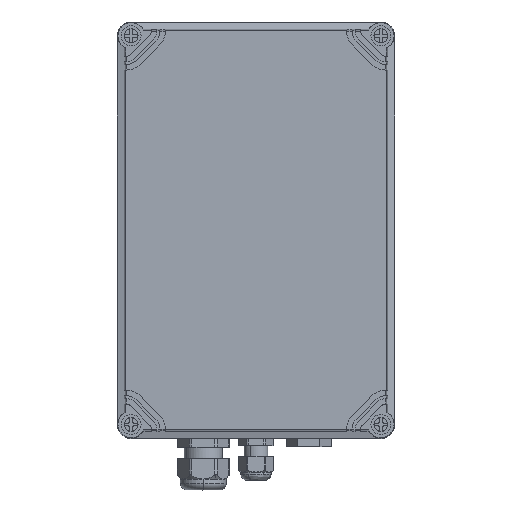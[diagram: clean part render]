
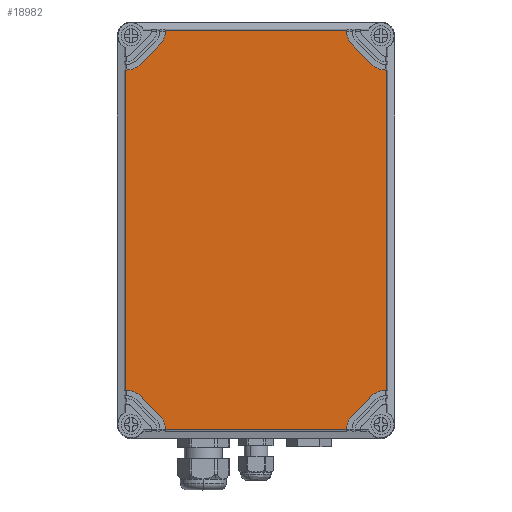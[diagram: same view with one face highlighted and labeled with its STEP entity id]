
A CAD part, top view. The second image highlights one B-rep face of the part: STEP entity #18982.
In plain terms, the highlighted planar face has unit normal (0, 0, 1).
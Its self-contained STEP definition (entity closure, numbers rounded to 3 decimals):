
#17577=AXIS2_PLACEMENT_3D('Circle Axis2P3D',#17575,#17576,$) ;
#17623=AXIS2_PLACEMENT_3D('Circle Axis2P3D',#17621,#17622,$) ;
#17948=AXIS2_PLACEMENT_3D('Circle Axis2P3D',#17946,#17947,$) ;
#17982=AXIS2_PLACEMENT_3D('Circle Axis2P3D',#17980,#17981,$) ;
#18297=AXIS2_PLACEMENT_3D('Circle Axis2P3D',#18295,#18296,$) ;
#18336=AXIS2_PLACEMENT_3D('Circle Axis2P3D',#18334,#18335,$) ;
#18427=AXIS2_PLACEMENT_3D('Circle Axis2P3D',#18425,#18426,$) ;
#18857=AXIS2_PLACEMENT_3D('Circle Axis2P3D',#18855,#18856,$) ;
#18878=AXIS2_PLACEMENT_3D('Plane Axis2P3D',#18875,#18876,#18877) ;
#15778=CARTESIAN_POINT('Line Origine',(23.576,313.424,132.)) ;
#15782=CARTESIAN_POINT('Vertex',(30.553,320.401,132.)) ;
#15784=CARTESIAN_POINT('Vertex',(16.599,306.447,132.)) ;
#15823=CARTESIAN_POINT('Vertex',(183.401,306.447,132.)) ;
#15839=CARTESIAN_POINT('Vertex',(169.447,320.401,132.)) ;
#15842=CARTESIAN_POINT('Line Origine',(176.424,313.424,132.)) ;
#15860=CARTESIAN_POINT('Line Origine',(176.424,60.576,132.)) ;
#15864=CARTESIAN_POINT('Vertex',(169.447,53.599,132.)) ;
#15866=CARTESIAN_POINT('Vertex',(183.401,67.553,132.)) ;
#15905=CARTESIAN_POINT('Vertex',(16.599,67.553,132.)) ;
#15921=CARTESIAN_POINT('Vertex',(30.553,53.599,132.)) ;
#15924=CARTESIAN_POINT('Line Origine',(23.576,60.576,132.)) ;
#17575=CARTESIAN_POINT('Axis2P3D Location',(20.654,330.3,132.)) ;
#17579=CARTESIAN_POINT('Vertex',(34.654,330.3,132.)) ;
#17618=CARTESIAN_POINT('Vertex',(165.346,330.3,132.)) ;
#17621=CARTESIAN_POINT('Axis2P3D Location',(179.346,330.3,132.)) ;
#17946=CARTESIAN_POINT('Axis2P3D Location',(193.3,316.346,132.)) ;
#17950=CARTESIAN_POINT('Vertex',(193.3,302.346,132.)) ;
#17975=CARTESIAN_POINT('Vertex',(193.3,71.654,132.)) ;
#17980=CARTESIAN_POINT('Axis2P3D Location',(193.3,57.654,132.)) ;
#18295=CARTESIAN_POINT('Axis2P3D Location',(179.346,43.7,132.)) ;
#18299=CARTESIAN_POINT('Vertex',(165.346,43.7,132.)) ;
#18331=CARTESIAN_POINT('Vertex',(34.654,43.7,132.)) ;
#18334=CARTESIAN_POINT('Axis2P3D Location',(20.654,43.7,132.)) ;
#18420=CARTESIAN_POINT('Vertex',(6.7,302.346,132.)) ;
#18425=CARTESIAN_POINT('Axis2P3D Location',(6.7,316.346,132.)) ;
#18855=CARTESIAN_POINT('Axis2P3D Location',(6.7,57.654,132.)) ;
#18859=CARTESIAN_POINT('Vertex',(6.7,71.654,132.)) ;
#18875=CARTESIAN_POINT('Axis2P3D Location',(100.,187.,132.)) ;
#18880=CARTESIAN_POINT('Line Origine',(6.45,71.654,132.)) ;
#18884=CARTESIAN_POINT('Vertex',(6.2,71.654,132.)) ;
#18887=CARTESIAN_POINT('Line Origine',(34.654,43.45,132.)) ;
#18891=CARTESIAN_POINT('Vertex',(34.654,43.2,132.)) ;
#18894=CARTESIAN_POINT('Line Origine',(100.,43.2,132.)) ;
#18898=CARTESIAN_POINT('Vertex',(165.346,43.2,132.)) ;
#18901=CARTESIAN_POINT('Line Origine',(165.346,43.45,132.)) ;
#18906=CARTESIAN_POINT('Line Origine',(193.55,71.654,132.)) ;
#18910=CARTESIAN_POINT('Vertex',(193.8,71.654,132.)) ;
#18913=CARTESIAN_POINT('Line Origine',(193.8,187.,132.)) ;
#18917=CARTESIAN_POINT('Vertex',(193.8,302.346,132.)) ;
#18920=CARTESIAN_POINT('Line Origine',(193.55,302.346,132.)) ;
#18925=CARTESIAN_POINT('Line Origine',(165.346,330.55,132.)) ;
#18929=CARTESIAN_POINT('Vertex',(165.346,330.8,132.)) ;
#18932=CARTESIAN_POINT('Line Origine',(100.,330.8,132.)) ;
#18936=CARTESIAN_POINT('Vertex',(34.654,330.8,132.)) ;
#18939=CARTESIAN_POINT('Line Origine',(34.654,330.55,132.)) ;
#18944=CARTESIAN_POINT('Line Origine',(6.45,302.346,132.)) ;
#18948=CARTESIAN_POINT('Vertex',(6.2,302.346,132.)) ;
#18951=CARTESIAN_POINT('Line Origine',(6.2,187.,132.)) ;
#15779=DIRECTION('Vector Direction',(-0.707,-0.707,0.)) ;
#15843=DIRECTION('Vector Direction',(0.707,-0.707,0.)) ;
#15861=DIRECTION('Vector Direction',(0.707,0.707,0.)) ;
#15925=DIRECTION('Vector Direction',(-0.707,0.707,0.)) ;
#17576=DIRECTION('Axis2P3D Direction',(0.,0.,-1.)) ;
#17622=DIRECTION('Axis2P3D Direction',(0.,0.,1.)) ;
#17947=DIRECTION('Axis2P3D Direction',(0.,0.,1.)) ;
#17981=DIRECTION('Axis2P3D Direction',(0.,0.,-1.)) ;
#18296=DIRECTION('Axis2P3D Direction',(0.,0.,-1.)) ;
#18335=DIRECTION('Axis2P3D Direction',(0.,0.,1.)) ;
#18426=DIRECTION('Axis2P3D Direction',(0.,0.,-1.)) ;
#18856=DIRECTION('Axis2P3D Direction',(0.,0.,1.)) ;
#18876=DIRECTION('Axis2P3D Direction',(0.,0.,1.)) ;
#18877=DIRECTION('Axis2P3D XDirection',(0.,-1.,0.)) ;
#18881=DIRECTION('Vector Direction',(-1.,0.,0.)) ;
#18888=DIRECTION('Vector Direction',(0.,1.,0.)) ;
#18895=DIRECTION('Vector Direction',(1.,0.,0.)) ;
#18902=DIRECTION('Vector Direction',(0.,1.,0.)) ;
#18907=DIRECTION('Vector Direction',(-1.,0.,0.)) ;
#18914=DIRECTION('Vector Direction',(0.,-1.,0.)) ;
#18921=DIRECTION('Vector Direction',(-1.,0.,0.)) ;
#18926=DIRECTION('Vector Direction',(0.,1.,0.)) ;
#18933=DIRECTION('Vector Direction',(1.,0.,0.)) ;
#18940=DIRECTION('Vector Direction',(0.,1.,0.)) ;
#18945=DIRECTION('Vector Direction',(-1.,0.,0.)) ;
#18952=DIRECTION('Vector Direction',(0.,-1.,0.)) ;
#15780=VECTOR('Line Direction',#15779,1.) ;
#15844=VECTOR('Line Direction',#15843,1.) ;
#15862=VECTOR('Line Direction',#15861,1.) ;
#15926=VECTOR('Line Direction',#15925,1.) ;
#18882=VECTOR('Line Direction',#18881,1.) ;
#18889=VECTOR('Line Direction',#18888,1.) ;
#18896=VECTOR('Line Direction',#18895,1.) ;
#18903=VECTOR('Line Direction',#18902,1.) ;
#18908=VECTOR('Line Direction',#18907,1.) ;
#18915=VECTOR('Line Direction',#18914,1.) ;
#18922=VECTOR('Line Direction',#18921,1.) ;
#18927=VECTOR('Line Direction',#18926,1.) ;
#18934=VECTOR('Line Direction',#18933,1.) ;
#18941=VECTOR('Line Direction',#18940,1.) ;
#18946=VECTOR('Line Direction',#18945,1.) ;
#18953=VECTOR('Line Direction',#18952,1.) ;
#18957=ORIENTED_EDGE('',*,*,#18886,.F.) ;
#18958=ORIENTED_EDGE('',*,*,#18861,.T.) ;
#18959=ORIENTED_EDGE('',*,*,#15928,.F.) ;
#18960=ORIENTED_EDGE('',*,*,#18338,.F.) ;
#18961=ORIENTED_EDGE('',*,*,#18893,.F.) ;
#18962=ORIENTED_EDGE('',*,*,#18900,.F.) ;
#18963=ORIENTED_EDGE('',*,*,#18905,.T.) ;
#18964=ORIENTED_EDGE('',*,*,#18301,.T.) ;
#18965=ORIENTED_EDGE('',*,*,#15868,.T.) ;
#18966=ORIENTED_EDGE('',*,*,#17984,.F.) ;
#18967=ORIENTED_EDGE('',*,*,#18912,.T.) ;
#18968=ORIENTED_EDGE('',*,*,#18919,.T.) ;
#18969=ORIENTED_EDGE('',*,*,#18924,.F.) ;
#18970=ORIENTED_EDGE('',*,*,#17952,.T.) ;
#18971=ORIENTED_EDGE('',*,*,#15846,.F.) ;
#18972=ORIENTED_EDGE('',*,*,#17625,.F.) ;
#18973=ORIENTED_EDGE('',*,*,#18931,.F.) ;
#18974=ORIENTED_EDGE('',*,*,#18938,.T.) ;
#18975=ORIENTED_EDGE('',*,*,#18943,.T.) ;
#18976=ORIENTED_EDGE('',*,*,#17581,.T.) ;
#18977=ORIENTED_EDGE('',*,*,#15786,.T.) ;
#18978=ORIENTED_EDGE('',*,*,#18429,.F.) ;
#18979=ORIENTED_EDGE('',*,*,#18950,.T.) ;
#18980=ORIENTED_EDGE('',*,*,#18955,.F.) ;
#18982=ADVANCED_FACE('Hauptk\X2\00F6\X0\rper',(#18981),#18879,.T.) ;
#17578=CIRCLE('generated circle',#17577,14.) ;
#17624=CIRCLE('generated circle',#17623,14.) ;
#17949=CIRCLE('generated circle',#17948,14.) ;
#17983=CIRCLE('generated circle',#17982,14.) ;
#18298=CIRCLE('generated circle',#18297,14.) ;
#18337=CIRCLE('generated circle',#18336,14.) ;
#18428=CIRCLE('generated circle',#18427,14.) ;
#18858=CIRCLE('generated circle',#18857,14.) ;
#15786=EDGE_CURVE('',#15783,#15785,#15781,.T.) ;
#15846=EDGE_CURVE('',#15840,#15824,#15845,.T.) ;
#15868=EDGE_CURVE('',#15865,#15867,#15863,.T.) ;
#15928=EDGE_CURVE('',#15922,#15906,#15927,.T.) ;
#17581=EDGE_CURVE('',#17580,#15783,#17578,.T.) ;
#17625=EDGE_CURVE('',#17619,#15840,#17624,.T.) ;
#17952=EDGE_CURVE('',#17951,#15824,#17949,.F.) ;
#17984=EDGE_CURVE('',#17976,#15867,#17983,.F.) ;
#18301=EDGE_CURVE('',#18300,#15865,#18298,.T.) ;
#18338=EDGE_CURVE('',#18332,#15922,#18337,.T.) ;
#18429=EDGE_CURVE('',#18421,#15785,#18428,.F.) ;
#18861=EDGE_CURVE('',#18860,#15906,#18858,.F.) ;
#18886=EDGE_CURVE('',#18860,#18885,#18883,.T.) ;
#18893=EDGE_CURVE('',#18892,#18332,#18890,.T.) ;
#18900=EDGE_CURVE('',#18899,#18892,#18897,.F.) ;
#18905=EDGE_CURVE('',#18899,#18300,#18904,.T.) ;
#18912=EDGE_CURVE('',#17976,#18911,#18909,.F.) ;
#18919=EDGE_CURVE('',#18911,#18918,#18916,.F.) ;
#18924=EDGE_CURVE('',#17951,#18918,#18923,.F.) ;
#18931=EDGE_CURVE('',#18930,#17619,#18928,.F.) ;
#18938=EDGE_CURVE('',#18930,#18937,#18935,.F.) ;
#18943=EDGE_CURVE('',#18937,#17580,#18942,.F.) ;
#18950=EDGE_CURVE('',#18421,#18949,#18947,.T.) ;
#18955=EDGE_CURVE('',#18885,#18949,#18954,.F.) ;
#18956=EDGE_LOOP('',(#18957,#18958,#18959,#18960,#18961,#18962,#18963,#18964,#18965,#18966,#18967,#18968,#18969,#18970,#18971,#18972,#18973,#18974,#18975,#18976,#18977,#18978,#18979,#18980)) ;
#18981=FACE_OUTER_BOUND('',#18956,.T.) ;
#15781=LINE('Line',#15778,#15780) ;
#15845=LINE('Line',#15842,#15844) ;
#15863=LINE('Line',#15860,#15862) ;
#15927=LINE('Line',#15924,#15926) ;
#18883=LINE('Line',#18880,#18882) ;
#18890=LINE('Line',#18887,#18889) ;
#18897=LINE('Line',#18894,#18896) ;
#18904=LINE('Line',#18901,#18903) ;
#18909=LINE('Line',#18906,#18908) ;
#18916=LINE('Line',#18913,#18915) ;
#18923=LINE('Line',#18920,#18922) ;
#18928=LINE('Line',#18925,#18927) ;
#18935=LINE('Line',#18932,#18934) ;
#18942=LINE('Line',#18939,#18941) ;
#18947=LINE('Line',#18944,#18946) ;
#18954=LINE('Line',#18951,#18953) ;
#18879=PLANE('',#18878) ;
#15783=VERTEX_POINT('',#15782) ;
#15785=VERTEX_POINT('',#15784) ;
#15824=VERTEX_POINT('',#15823) ;
#15840=VERTEX_POINT('',#15839) ;
#15865=VERTEX_POINT('',#15864) ;
#15867=VERTEX_POINT('',#15866) ;
#15906=VERTEX_POINT('',#15905) ;
#15922=VERTEX_POINT('',#15921) ;
#17580=VERTEX_POINT('',#17579) ;
#17619=VERTEX_POINT('',#17618) ;
#17951=VERTEX_POINT('',#17950) ;
#17976=VERTEX_POINT('',#17975) ;
#18300=VERTEX_POINT('',#18299) ;
#18332=VERTEX_POINT('',#18331) ;
#18421=VERTEX_POINT('',#18420) ;
#18860=VERTEX_POINT('',#18859) ;
#18885=VERTEX_POINT('',#18884) ;
#18892=VERTEX_POINT('',#18891) ;
#18899=VERTEX_POINT('',#18898) ;
#18911=VERTEX_POINT('',#18910) ;
#18918=VERTEX_POINT('',#18917) ;
#18930=VERTEX_POINT('',#18929) ;
#18937=VERTEX_POINT('',#18936) ;
#18949=VERTEX_POINT('',#18948) ;
